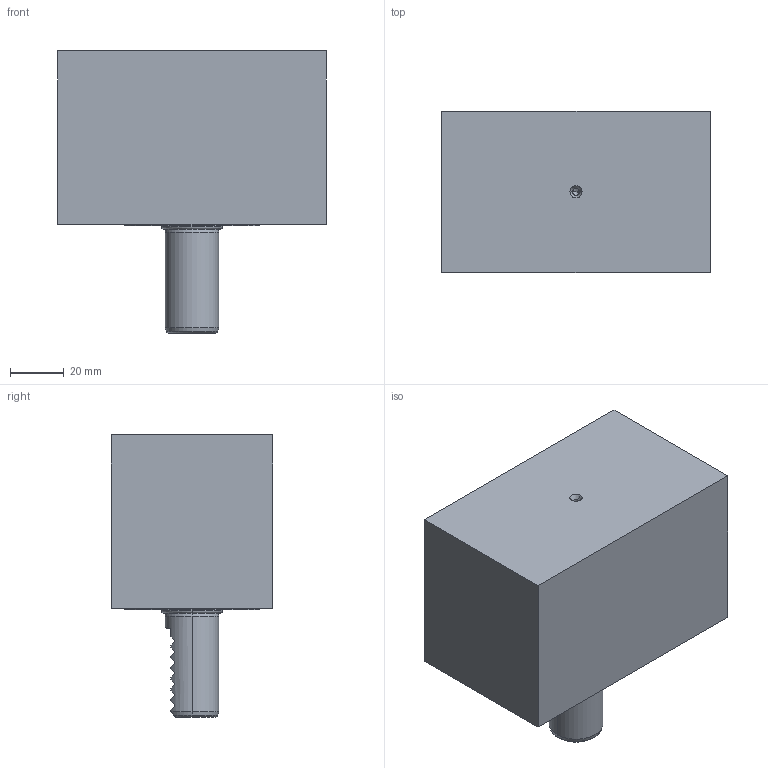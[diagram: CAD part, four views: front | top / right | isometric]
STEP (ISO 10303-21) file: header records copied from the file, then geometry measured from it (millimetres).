
FILE_DESCRIPTION (( 'STEP AP203' ), '1' );
FILE_NAME ('STEP.STEP', '2019-11-06T05:53:50', ( '' ), ( '' ), 'SwSTEP 2.0', 'SolidWorks 2017', '' );
FILE_SCHEMA (( 'CONFIG_CONTROL_DESIGN' ));
Length unit declared in the file: millimetre
Products named in the file (1): STEP
Bounding box: 100 x 60 x 105 mm (x, y, z)
Volume: 398845.8 mm3; surface area: 36077.7 mm2
Topology: 2 solids, 2 shells, 86 faces, 210 edges, 127 vertices
Faces by surface type: plane 35, cylinder 21, cone 17, torus 13
Entity records: 2652 total; most frequent: CARTESIAN_POINT 657, ORIENTED_EDGE 408, DIRECTION 398, EDGE_CURVE 204, AXIS2_PLACEMENT_3D 154, VERTEX_POINT 127, EDGE_LOOP 93, VECTOR 90
